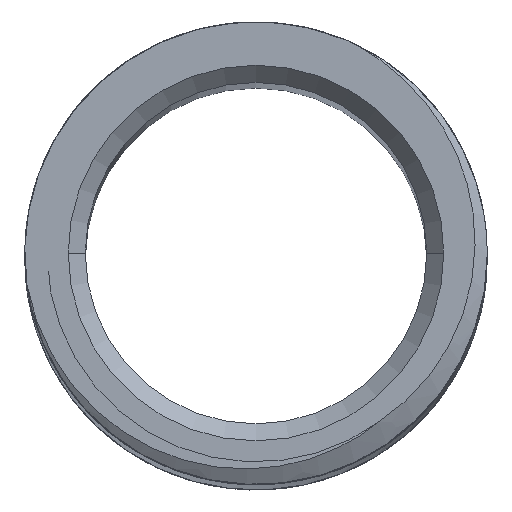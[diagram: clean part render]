
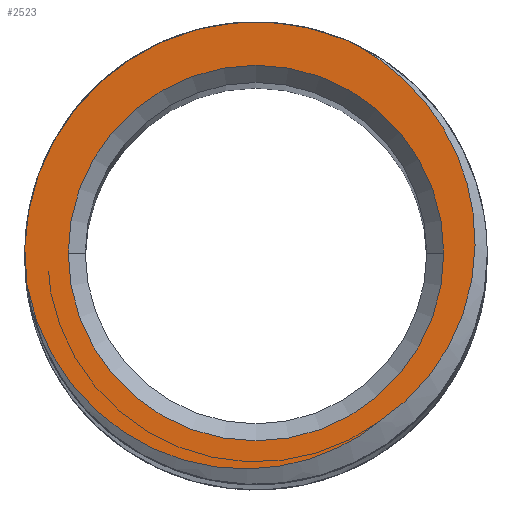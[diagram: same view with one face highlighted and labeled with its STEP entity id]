
A CAD part, top view. The second image highlights one B-rep face of the part: STEP entity #2523.
In plain terms, the highlighted planar face has unit normal (0, 0, 1).
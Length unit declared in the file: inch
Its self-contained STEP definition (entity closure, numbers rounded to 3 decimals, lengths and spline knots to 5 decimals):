
#68=CARTESIAN_POINT('',(0.,0.,3.));
#69=DIRECTION('',(0.,0.,-1.));
#70=DIRECTION('',(-1.,0.,0.));
#71=AXIS2_PLACEMENT_3D('',#68,#69,#70);
#73=CARTESIAN_POINT('',(0.,0.,3.));
#74=DIRECTION('',(0.,0.,-1.));
#75=DIRECTION('',(1.,0.,0.));
#76=AXIS2_PLACEMENT_3D('',#73,#74,#75);
#78=CARTESIAN_POINT('',(0.22277,-0.30662,3.));
#79=CARTESIAN_POINT('',(0.24221,-0.29397,3.));
#80=CARTESIAN_POINT('',(0.278,-0.26562,3.));
#81=CARTESIAN_POINT('',(0.32297,-0.21493,3.));
#82=CARTESIAN_POINT('',(0.35926,-0.1556,3.));
#83=CARTESIAN_POINT('',(0.38481,-0.08953,3.));
#84=CARTESIAN_POINT('',(0.39801,-0.01921,3.));
#85=CARTESIAN_POINT('',(0.39854,0.04758,3.));
#86=CARTESIAN_POINT('',(0.38937,0.10811,3.));
#87=CARTESIAN_POINT('',(0.37232,0.16399,3.));
#88=CARTESIAN_POINT('',(0.34758,0.21684,3.));
#89=CARTESIAN_POINT('',(0.31409,0.26776,3.));
#90=CARTESIAN_POINT('',(0.27112,0.31524,3.));
#91=CARTESIAN_POINT('',(0.22196,0.35497,3.));
#92=CARTESIAN_POINT('',(0.18611,0.37601,3.));
#93=CARTESIAN_POINT('',(0.16735,0.38522,3.));
#95=CARTESIAN_POINT('',(-0.41603,-0.05763,3.));
#96=CARTESIAN_POINT('',(-0.4109,-0.08503,3.));
#97=CARTESIAN_POINT('',(-0.39549,-0.1375,3.));
#98=CARTESIAN_POINT('',(-0.35793,-0.20987,3.));
#99=CARTESIAN_POINT('',(-0.30595,-0.27439,3.));
#100=CARTESIAN_POINT('',(-0.2436,-0.32577,3.));
#101=CARTESIAN_POINT('',(-0.17707,-0.3618,3.));
#102=CARTESIAN_POINT('',(-0.10688,-0.38466,3.));
#103=CARTESIAN_POINT('',(-0.03168,-0.39424,3.));
#104=CARTESIAN_POINT('',(0.04207,-0.38927,3.));
#105=CARTESIAN_POINT('',(0.109,-0.37214,3.));
#106=CARTESIAN_POINT('',(0.16938,-0.34495,3.));
#107=CARTESIAN_POINT('',(0.20566,-0.32047,3.));
#108=CARTESIAN_POINT('',(0.22277,-0.30662,3.));
#191=CARTESIAN_POINT('',(0.,0.,3.));
#192=DIRECTION('',(0.,0.,1.));
#193=DIRECTION('',(0.398,0.917,0.));
#194=AXIS2_PLACEMENT_3D('',#191,#192,#193);
#2311=CARTESIAN_POINT('',(-0.34099,0.,3.));
#2312=CARTESIAN_POINT('',(0.34099,0.,3.));
#2313=VERTEX_POINT('',#2311);
#2314=VERTEX_POINT('',#2312);
#2330=VERTEX_POINT('',#78);
#2331=VERTEX_POINT('',#93);
#2332=VERTEX_POINT('',#95);
#2505=CARTESIAN_POINT('',(0.,0.,3.));
#2506=DIRECTION('',(0.,0.,1.));
#2507=DIRECTION('',(1.,0.,0.));
#2508=AXIS2_PLACEMENT_3D('',#2505,#2506,#2507);
#2509=PLANE('',#2508);
#2511=ORIENTED_EDGE('',*,*,#2510,.F.);
#2513=ORIENTED_EDGE('',*,*,#2512,.F.);
#2515=ORIENTED_EDGE('',*,*,#2514,.F.);
#2516=EDGE_LOOP('',(#2511,#2513,#2515));
#2517=FACE_OUTER_BOUND('',#2516,.F.);
#2519=ORIENTED_EDGE('',*,*,#2518,.F.);
#2520=ORIENTED_EDGE('',*,*,#2495,.F.);
#2521=EDGE_LOOP('',(#2519,#2520));
#2522=FACE_BOUND('',#2521,.F.);
#2523=ADVANCED_FACE('',(#2517,#2522),#2509,.T.);
#72=CIRCLE('',#71,0.34099);
#77=CIRCLE('',#76,0.34099);
#94=B_SPLINE_CURVE_WITH_KNOTS('',3,(#78,#79,#80,#81,#82,#83,#84,#85,#86,#87,#88,
#89,#90,#91,#92,#93),.UNSPECIFIED.,.F.,.F.,(4,1,1,1,1,1,1,1,1,1,1,1,1,4),(0.,
0.07692,0.15385,0.23077,0.30769,
0.38462,0.46154,0.53846,0.61538,
0.69231,0.76923,0.84615,0.92308,1.),
.UNSPECIFIED.);
#109=B_SPLINE_CURVE_WITH_KNOTS('',3,(#95,#96,#97,#98,#99,#100,#101,#102,#103,
#104,#105,#106,#107,#108),.UNSPECIFIED.,.F.,.F.,(4,1,1,1,1,1,1,1,1,1,1,4),(0.,
0.09091,0.18182,0.27273,0.36364,
0.45455,0.54545,0.63636,0.72727,
0.81818,0.90909,1.),.UNSPECIFIED.);
#195=CIRCLE('',#194,0.42);
#2495=EDGE_CURVE('',#2314,#2313,#77,.T.);
#2510=EDGE_CURVE('',#2330,#2331,#94,.T.);
#2512=EDGE_CURVE('',#2332,#2330,#109,.T.);
#2514=EDGE_CURVE('',#2331,#2332,#195,.T.);
#2518=EDGE_CURVE('',#2313,#2314,#72,.T.);
